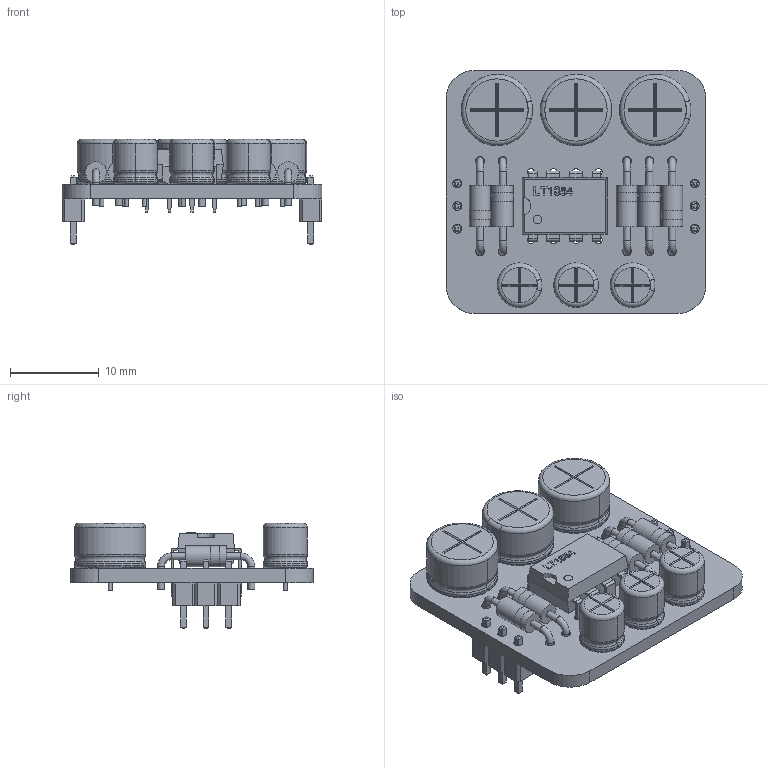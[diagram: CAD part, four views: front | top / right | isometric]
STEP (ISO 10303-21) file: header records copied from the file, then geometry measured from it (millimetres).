
FILE_DESCRIPTION(('KiCad electronic assembly'),'2;1');
FILE_NAME('Powermodule - Bipolar 18V - LT1054.step', '2019-11-03T22:10:25',('An Author'),('A Company'), 'Open CASCADE STEP processor 6.9','KiCad to STEP converter','Unknown' );
FILE_SCHEMA(('AUTOMOTIVE_DESIGN { 1 0 10303 214 1 1 1 1 }'));
Length unit declared in the file: millimetre
Products named in the file (12): Open CASCADE STEP translator 6.9 1; 100uF_25V_8x5x2.5_UMA1E101MDD; SOLID; 10uF_35V_5x5x2_UMA1V100MDD; DO-41_P10.16; LT1054; Pin_Header_Straight_01x03_ShortPins; COMPOUND
Assembly tree (20 placements, depth 3):
  Open CASCADE STEP translator 6.9 1
    100uF_25V_8x5x2.5_UMA1E101MDD  x3
      SOLID
    10uF_35V_5x5x2_UMA1V100MDD  x3
      SOLID
    DO-41_P10.16  x5
      SOLID
    LT1054
      SOLID
    Pin_Header_Straight_01x03_ShortPins  x2
      COMPOUND
    COMPOUND
Bounding box: 29.21 x 27.3 x 11.85 mm (x, y, z)
Volume: 2708.8 mm3; surface area: 3882.1 mm2
Topology: 19 solids, 19 shells, 837 faces, 2060 edges, 1332 vertices
Faces by surface type: plane 540, cylinder 157, torus 94, extrusion 38, bspline 8
Full cylindrical faces by diameter (mm): 0.45 x12, 0.6 x6, 0.785 x20, 0.8 x14, 1 x17, 2.375 x10, 2.395 x5
Entity records: 33344 total; most frequent: CARTESIAN_POINT 6060, DIRECTION 4434, VECTOR 2926, LINE 2888, ORIENTED_EDGE 2400, PCURVE 2400, DEFINITIONAL_REPRESENTATION 2400, EDGE_CURVE 1200
